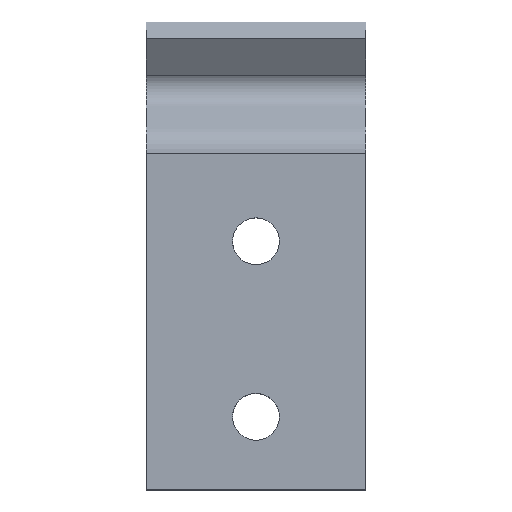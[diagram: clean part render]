
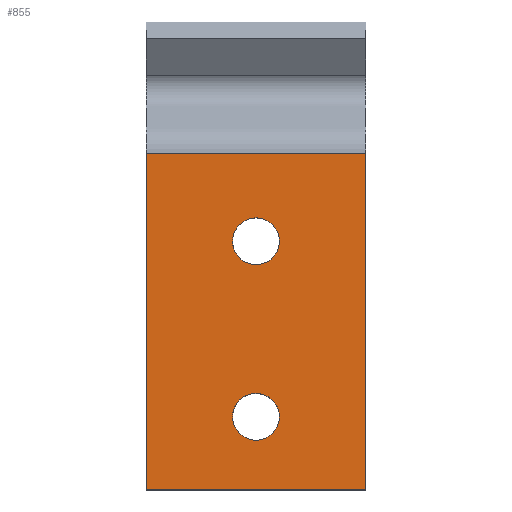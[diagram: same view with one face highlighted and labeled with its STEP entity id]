
A CAD part, top view. The second image highlights one B-rep face of the part: STEP entity #855.
In plain terms, the highlighted free-form (B-spline) face has degree [1, 1] with [2, 2] control points.
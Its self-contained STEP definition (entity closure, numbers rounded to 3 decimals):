
#66=CARTESIAN_POINT('',(-1.263,17.982,0.));
#67=VERTEX_POINT('',#66);
#68=CARTESIAN_POINT('',(-1.6,17.0,0.0));
#69=VERTEX_POINT('',#68);
#70=CARTESIAN_POINT('',(-1.263,17.982,0.));
#71=CARTESIAN_POINT('',(-1.6,17.549,0.0));
#72=CARTESIAN_POINT('',(-1.6,17.0,0.0));
#80=(BOUNDED_CURVE()B_SPLINE_CURVE(2,(#70,#71,#72),.UNSPECIFIED.,.F.,.U.)B_SPLINE_CURVE_WITH_KNOTS((3,3),(0.894,1.0),.UNSPECIFIED.)CURVE()GEOMETRIC_REPRESENTATION_ITEM()RATIONAL_B_SPLINE_CURVE((0.857,0.876,1.0))REPRESENTATION_ITEM(''));
#81=EDGE_CURVE('',#67,#69,#80,.T.);
#83=CARTESIAN_POINT('',(1.6,17.0,0.0));
#84=VERTEX_POINT('',#83);
#85=CARTESIAN_POINT('',(-1.6,17.0,0.0));
#86=CARTESIAN_POINT('',(-1.6,15.4,0.0));
#87=CARTESIAN_POINT('',(0.,15.4,0.0));
#88=CARTESIAN_POINT('',(1.6,15.4,0.0));
#89=CARTESIAN_POINT('',(1.6,17.0,0.0));
#97=(BOUNDED_CURVE()B_SPLINE_CURVE(2,(#85,#86,#87,#88,#89),.UNSPECIFIED.,.F.,.U.)B_SPLINE_CURVE_WITH_KNOTS((3,2,3),(0.0,0.25,0.5),.UNSPECIFIED.)CURVE()GEOMETRIC_REPRESENTATION_ITEM()RATIONAL_B_SPLINE_CURVE((1.0,0.707,1.0,0.707,1.0))REPRESENTATION_ITEM(''));
#98=EDGE_CURVE('',#69,#84,#97,.T.);
#100=CARTESIAN_POINT('',(1.121,18.141,0.));
#101=VERTEX_POINT('',#100);
#102=CARTESIAN_POINT('',(1.6,17.0,0.0));
#103=CARTESIAN_POINT('',(1.6,17.671,0.0));
#104=CARTESIAN_POINT('',(1.121,18.141,0.));
#112=(BOUNDED_CURVE()B_SPLINE_CURVE(2,(#102,#103,#104),.UNSPECIFIED.,.F.,.U.)B_SPLINE_CURVE_WITH_KNOTS((3,3),(0.5,0.626),.UNSPECIFIED.)CURVE()GEOMETRIC_REPRESENTATION_ITEM()RATIONAL_B_SPLINE_CURVE((1.0,0.852,0.854))REPRESENTATION_ITEM(''));
#113=EDGE_CURVE('',#84,#101,#112,.T.);
#186=CARTESIAN_POINT('',(1.121,18.141,0.));
#187=CARTESIAN_POINT('',(0.655,18.6,0.0));
#188=CARTESIAN_POINT('',(0.,18.6,0.0));
#189=CARTESIAN_POINT('',(-0.783,18.6,0.0));
#190=CARTESIAN_POINT('',(-1.263,17.982,0.));
#198=(BOUNDED_CURVE()B_SPLINE_CURVE(2,(#186,#187,#188,#189,#190),.UNSPECIFIED.,.F.,.U.)B_SPLINE_CURVE_WITH_KNOTS((3,2,3),(0.626,0.75,0.894),.UNSPECIFIED.)CURVE()GEOMETRIC_REPRESENTATION_ITEM()RATIONAL_B_SPLINE_CURVE((0.854,0.855,1.0,0.832,0.857))REPRESENTATION_ITEM(''));
#199=EDGE_CURVE('',#101,#67,#198,.T.);
#256=CARTESIAN_POINT('',(-1.263,5.982,0.));
#257=VERTEX_POINT('',#256);
#258=CARTESIAN_POINT('',(-1.6,5.0,0.0));
#259=VERTEX_POINT('',#258);
#260=CARTESIAN_POINT('',(-1.263,5.982,0.));
#261=CARTESIAN_POINT('',(-1.6,5.549,0.0));
#262=CARTESIAN_POINT('',(-1.6,5.0,0.0));
#270=(BOUNDED_CURVE()B_SPLINE_CURVE(2,(#260,#261,#262),.UNSPECIFIED.,.F.,.U.)B_SPLINE_CURVE_WITH_KNOTS((3,3),(0.894,1.0),.UNSPECIFIED.)CURVE()GEOMETRIC_REPRESENTATION_ITEM()RATIONAL_B_SPLINE_CURVE((0.857,0.876,1.0))REPRESENTATION_ITEM(''));
#271=EDGE_CURVE('',#257,#259,#270,.T.);
#273=CARTESIAN_POINT('',(1.6,5.0,0.0));
#274=VERTEX_POINT('',#273);
#275=CARTESIAN_POINT('',(-1.6,5.0,0.0));
#276=CARTESIAN_POINT('',(-1.6,3.4,0.0));
#277=CARTESIAN_POINT('',(0.,3.4,0.0));
#278=CARTESIAN_POINT('',(1.6,3.4,0.0));
#279=CARTESIAN_POINT('',(1.6,5.0,0.0));
#287=(BOUNDED_CURVE()B_SPLINE_CURVE(2,(#275,#276,#277,#278,#279),.UNSPECIFIED.,.F.,.U.)B_SPLINE_CURVE_WITH_KNOTS((3,2,3),(0.0,0.25,0.5),.UNSPECIFIED.)CURVE()GEOMETRIC_REPRESENTATION_ITEM()RATIONAL_B_SPLINE_CURVE((1.0,0.707,1.0,0.707,1.0))REPRESENTATION_ITEM(''));
#288=EDGE_CURVE('',#259,#274,#287,.T.);
#290=CARTESIAN_POINT('',(1.121,6.141,0.));
#291=VERTEX_POINT('',#290);
#292=CARTESIAN_POINT('',(1.6,5.0,0.0));
#293=CARTESIAN_POINT('',(1.6,5.671,0.0));
#294=CARTESIAN_POINT('',(1.121,6.141,0.));
#302=(BOUNDED_CURVE()B_SPLINE_CURVE(2,(#292,#293,#294),.UNSPECIFIED.,.F.,.U.)B_SPLINE_CURVE_WITH_KNOTS((3,3),(0.5,0.626),.UNSPECIFIED.)CURVE()GEOMETRIC_REPRESENTATION_ITEM()RATIONAL_B_SPLINE_CURVE((1.0,0.852,0.854))REPRESENTATION_ITEM(''));
#303=EDGE_CURVE('',#274,#291,#302,.T.);
#376=CARTESIAN_POINT('',(1.121,6.141,0.));
#377=CARTESIAN_POINT('',(0.655,6.6,0.0));
#378=CARTESIAN_POINT('',(0.,6.6,0.0));
#379=CARTESIAN_POINT('',(-0.783,6.6,0.0));
#380=CARTESIAN_POINT('',(-1.263,5.982,0.));
#388=(BOUNDED_CURVE()B_SPLINE_CURVE(2,(#376,#377,#378,#379,#380),.UNSPECIFIED.,.F.,.U.)B_SPLINE_CURVE_WITH_KNOTS((3,2,3),(0.626,0.75,0.894),.UNSPECIFIED.)CURVE()GEOMETRIC_REPRESENTATION_ITEM()RATIONAL_B_SPLINE_CURVE((0.854,0.855,1.0,0.832,0.857))REPRESENTATION_ITEM(''));
#389=EDGE_CURVE('',#291,#257,#388,.T.);
#431=CARTESIAN_POINT('',(7.5,23.0,0.));
#432=VERTEX_POINT('',#431);
#446=CARTESIAN_POINT('',(7.5,0.0,0.0));
#447=VERTEX_POINT('',#446);
#448=CARTESIAN_POINT('',(7.5,23.0,0.));
#449=CARTESIAN_POINT('',(7.5,0.0,0.0));
#450=QUASI_UNIFORM_CURVE('',1,(#448,#449),.UNSPECIFIED.,.F.,.U.);
#451=EDGE_CURVE('',#432,#447,#450,.T.);
#544=CARTESIAN_POINT('',(-7.5,23.0,0.));
#545=VERTEX_POINT('',#544);
#635=CARTESIAN_POINT('',(-7.5,0.0,0.0));
#636=VERTEX_POINT('',#635);
#642=CARTESIAN_POINT('',(-7.5,23.0,0.));
#643=CARTESIAN_POINT('',(-7.5,0.0,0.0));
#644=QUASI_UNIFORM_CURVE('',1,(#642,#643),.UNSPECIFIED.,.F.,.U.);
#645=EDGE_CURVE('',#545,#636,#644,.T.);
#818=CARTESIAN_POINT('',(-7.5,0.0,0.0));
#819=CARTESIAN_POINT('',(7.5,0.0,0.0));
#820=QUASI_UNIFORM_CURVE('',1,(#818,#819),.UNSPECIFIED.,.F.,.U.);
#821=EDGE_CURVE('',#636,#447,#820,.T.);
#828=CARTESIAN_POINT('',(-8.249,24.149,0.));
#829=CARTESIAN_POINT('',(-8.249,-1.149,0.));
#830=CARTESIAN_POINT('',(8.249,24.149,0.));
#831=CARTESIAN_POINT('',(8.249,-1.149,0.));
#832=B_SPLINE_SURFACE_WITH_KNOTS('',1,1,((#828,#830),(#829,#831)),.UNSPECIFIED.,.F.,.F.,.U.,(2,2),(2,2),(0.0,25.298),(0.0,16.499),.UNSPECIFIED.);
#833=ORIENTED_EDGE('',*,*,#451,.F.);
#834=CARTESIAN_POINT('',(-7.5,23.0,0.));
#835=CARTESIAN_POINT('',(7.5,23.0,0.));
#836=QUASI_UNIFORM_CURVE('',1,(#834,#835),.UNSPECIFIED.,.F.,.U.);
#837=EDGE_CURVE('',#545,#432,#836,.T.);
#838=ORIENTED_EDGE('',*,*,#837,.F.);
#839=ORIENTED_EDGE('',*,*,#645,.T.);
#840=ORIENTED_EDGE('',*,*,#821,.T.);
#841=EDGE_LOOP('',(#833,#838,#839,#840));
#842=FACE_OUTER_BOUND('',#841,.T.);
#843=ORIENTED_EDGE('',*,*,#288,.F.);
#844=ORIENTED_EDGE('',*,*,#271,.F.);
#845=ORIENTED_EDGE('',*,*,#389,.F.);
#846=ORIENTED_EDGE('',*,*,#303,.F.);
#847=EDGE_LOOP('',(#843,#844,#845,#846));
#848=FACE_BOUND('',#847,.T.);
#849=ORIENTED_EDGE('',*,*,#98,.F.);
#850=ORIENTED_EDGE('',*,*,#81,.F.);
#851=ORIENTED_EDGE('',*,*,#199,.F.);
#852=ORIENTED_EDGE('',*,*,#113,.F.);
#853=EDGE_LOOP('',(#849,#850,#851,#852));
#854=FACE_BOUND('',#853,.T.);
#855=ADVANCED_FACE('',(#842,#848,#854),#832,.T.);
